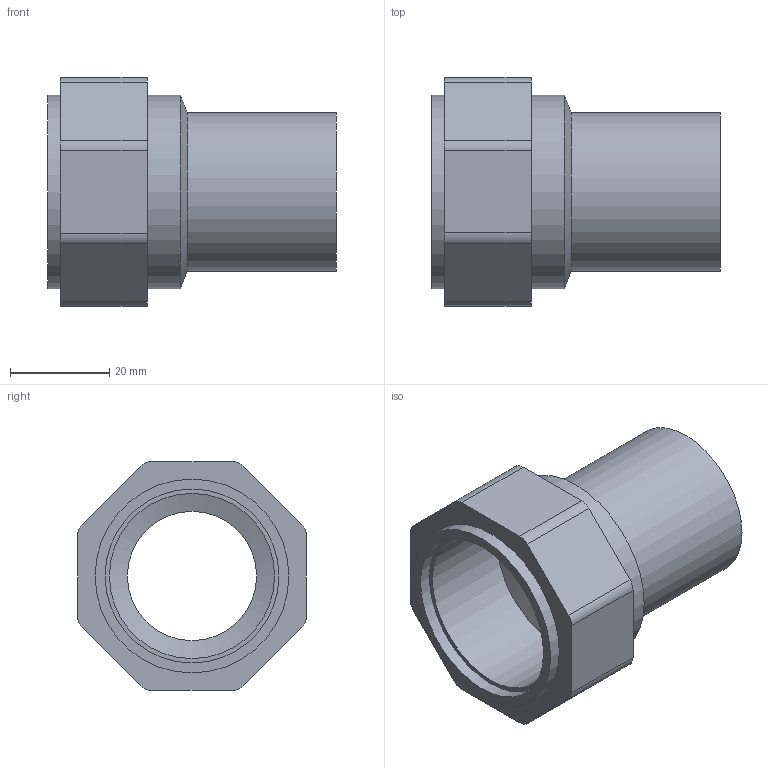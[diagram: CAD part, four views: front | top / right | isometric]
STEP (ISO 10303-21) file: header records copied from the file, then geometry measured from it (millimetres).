
FILE_DESCRIPTION(/* description */ ('PE100 SDR11 Transition adapter, female-threaded, Ø32 to 1"'),/* implementation_level */ '2;1');
FILE_NAME(/* name */ 'RBFE-RC-032-R025',/* time_stamp */ '2022-12-22T15:02:55+01:00',/* author */ ('COAB Solutions'),/* organization */ ('GPA Flowsystem'),/* preprocessor_version */ 'www.coabsolutions.com - creating and organizing all your 3D drawings - ',/* originating_system */ 'Autodesk Inventor 2021',/* authorisation */ '');
FILE_SCHEMA (('AUTOMOTIVE_DESIGN { 1 0 10303 214 3 1 1 }'));
Length unit declared in the file: millimetre
Products named in the file (1): RBFE-RC-032-R025
Bounding box: 58 x 46 x 46 mm (x, y, z)
Volume: 28787.9 mm3; surface area: 14401 mm2
Topology: 1 solids, 1 shells, 29 faces, 68 edges, 44 vertices
Faces by surface type: cylinder 14, plane 13, cone 2
Full cylindrical faces by diameter (mm): 26 x1, 32 x1, 33.249 x1, 35 x1, 39 x2
Entity records: 893 total; most frequent: DIRECTION 156, CARTESIAN_POINT 142, ORIENTED_EDGE 136, EDGE_CURVE 68, AXIS2_PLACEMENT_3D 58, VERTEX_POINT 44, LINE 40, VECTOR 40
